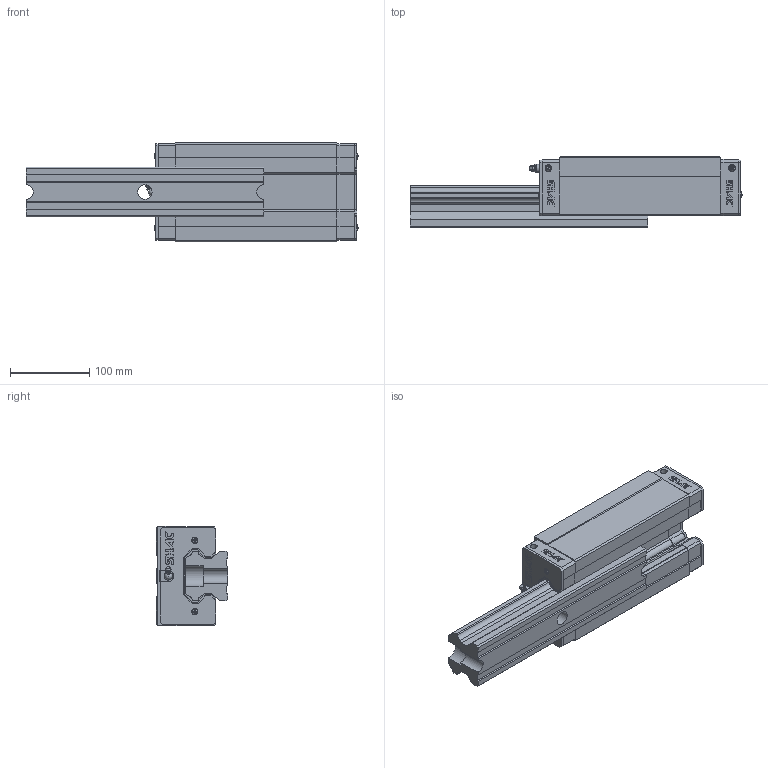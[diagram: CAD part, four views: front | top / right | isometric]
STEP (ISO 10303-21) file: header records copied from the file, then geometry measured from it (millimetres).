
FILE_DESCRIPTION(/* description */ ('STEP AP214'),/* implementation_level */ '2;1');
FILE_NAME(/* name */ 'GHH65HA1R300Z0H-0_0(1_1)',/* time_stamp */ '2025-09-18T09:59:31+02:00',/* author */ ('License CC BY-ND 4.0'),/* organization */ ('CADENAS'),/* preprocessor_version */ 'ST-DEVELOPER v19.3',/* originating_system */ 'PARTsolutions',/* authorisation */ ' ');
FILE_SCHEMA (('AUTOMOTIVE_DESIGN {1 0 10303 214 3 1 1}'));
Length unit declared in the file: millimetre
Products named in the file (8): GHH65HA1R300Z0H-0/0(1_1); GHR65R300H+RC-0/0(1)_RAIL; GHH65HA_SLIDER; GHH65HA_C; GHH65HA_P; GH65_SCREW; GH65_BOLT; GH65-_G
Assembly tree (12 placements, depth 2):
  GHH65HA1R300Z0H-0/0(1_1)
    GHR65R300H+RC-0/0(1)_RAIL
    GHH65HA_SLIDER
    GHH65HA_C  x2
    GHH65HA_P  x2
    GH65_SCREW  x4
    GH65_BOLT
    GH65-_G
Bounding box: 418.66 x 90 x 126 mm (x, y, z)
Volume: 2619131.1 mm3; surface area: 279293.4 mm2
Topology: 12 solids, 12 shells, 798 faces, 2131 edges, 1406 vertices
Faces by surface type: plane 648, cylinder 109, cone 26, torus 10, sphere 5
Full cylindrical faces by diameter (mm): 0.992 x4, 4.5 x1, 4.7 x4, 7.35 x2, 7.76 x4, 8 x4, 8.5 x4, 10 x2, 10.5 x2, 13.835 x4, 18 x1, 26 x1
Entity records: 15023 total; most frequent: CARTESIAN_POINT 2696, ORIENTED_EDGE 2500, DIRECTION 2414, EDGE_CURVE 1250, LINE 1030, VECTOR 1030, VERTEX_POINT 848, AXIS2_PLACEMENT_3D 692
